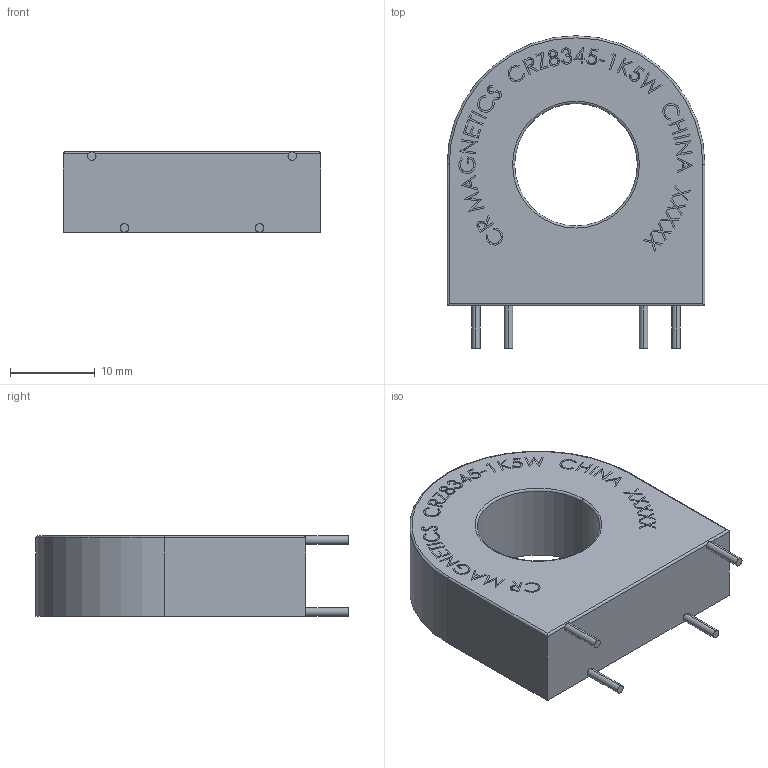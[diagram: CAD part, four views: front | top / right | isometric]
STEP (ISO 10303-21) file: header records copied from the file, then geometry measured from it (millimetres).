
FILE_DESCRIPTION (( 'STEP AP203' ), '1' );
FILE_NAME ('CRZ8345-1K5W.STEP', '2023-04-13T12:59:48', ( '' ), ( '' ), 'SwSTEP 2.0', 'SolidWorks 2022', '' );
FILE_SCHEMA (( 'CONFIG_CONTROL_DESIGN' ));
Length unit declared in the file: millimetre
Products named in the file (1): CRZ8345-1K5W
Bounding box: 30.5 x 36.95 x 9.5 mm (x, y, z)
Volume: 6620.9 mm3; surface area: 2975.2 mm2
Topology: 1 solids, 1 shells, 454 faces, 1216 edges, 806 vertices
Faces by surface type: plane 314, bspline 117, cylinder 17, torus 6
Entity records: 20558 total; most frequent: CARTESIAN_POINT 9894, ORIENTED_EDGE 2432, DIRECTION 1697, EDGE_CURVE 1216, LINE 935, VECTOR 935, VERTEX_POINT 806, EDGE_LOOP 498
